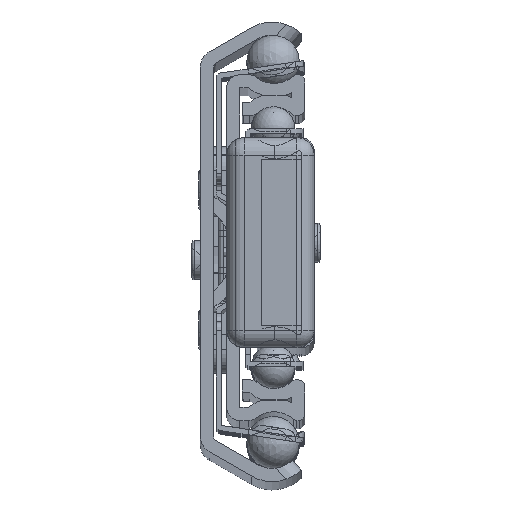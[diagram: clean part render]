
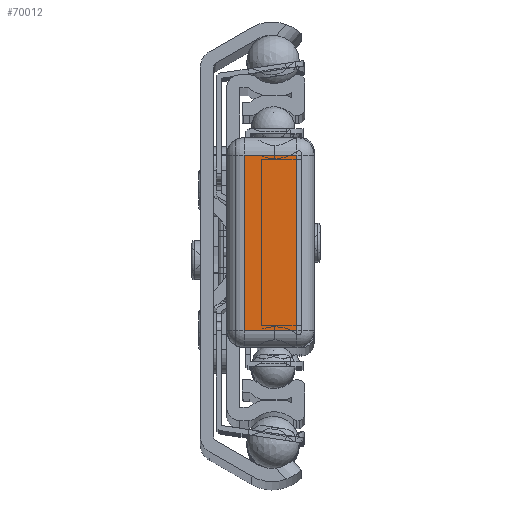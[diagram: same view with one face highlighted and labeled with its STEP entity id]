
A CAD part, top view. The second image highlights one B-rep face of the part: STEP entity #70012.
In plain terms, the highlighted planar face has unit normal (0, 0, 1).
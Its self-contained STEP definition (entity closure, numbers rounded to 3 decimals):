
#4001=PLANE('',#74139);
#6717=FACE_OUTER_BOUND('',#10344,.T.);
#10344=EDGE_LOOP('',(#46157,#46158,#46159,#46160));
#14219=LINE('',#99344,#19216);
#14221=LINE('',#99352,#19218);
#14223=LINE('',#99362,#19220);
#14225=LINE('',#99371,#19222);
#19216=VECTOR('',#81351,10.);
#19218=VECTOR('',#81359,10.);
#19220=VECTOR('',#81371,10.);
#19222=VECTOR('',#81383,10.);
#27028=VERTEX_POINT('',#99341);
#27029=VERTEX_POINT('',#99343);
#27032=VERTEX_POINT('',#99351);
#27035=VERTEX_POINT('',#99361);
#34487=EDGE_CURVE('',#27028,#27029,#14219,.T.);
#34491=EDGE_CURVE('',#27029,#27032,#14221,.T.);
#34496=EDGE_CURVE('',#27032,#27035,#14223,.T.);
#34501=EDGE_CURVE('',#27035,#27028,#14225,.T.);
#46157=ORIENTED_EDGE('',*,*,#34487,.F.);
#46158=ORIENTED_EDGE('',*,*,#34501,.F.);
#46159=ORIENTED_EDGE('',*,*,#34496,.F.);
#46160=ORIENTED_EDGE('',*,*,#34491,.F.);
#70012=ADVANCED_FACE('',(#6717),#4001,.T.);
#74139=AXIS2_PLACEMENT_3D('',#99385,#81405,#81406);
#81351=DIRECTION('',(0.,1.,0.));
#81359=DIRECTION('',(1.,0.,0.));
#81371=DIRECTION('',(0.,-1.,0.));
#81383=DIRECTION('',(-1.,0.,0.));
#81405=DIRECTION('center_axis',(0.,0.,
1.));
#81406=DIRECTION('ref_axis',(-1.,0.,0.));
#99341=CARTESIAN_POINT('',(-3.2,-10.,875.));
#99343=CARTESIAN_POINT('',(-3.2,10.,875.));
#99344=CARTESIAN_POINT('',(-3.2,-5.,875.));
#99351=CARTESIAN_POINT('',(2.8,10.,875.));
#99352=CARTESIAN_POINT('',(-1.7,10.,875.));
#99361=CARTESIAN_POINT('',(2.8,-10.,875.));
#99362=CARTESIAN_POINT('',(2.8,5.,875.));
#99371=CARTESIAN_POINT('',(1.3,-10.,875.));
#99385=CARTESIAN_POINT('Origin',(-0.2,0.,
875.));
